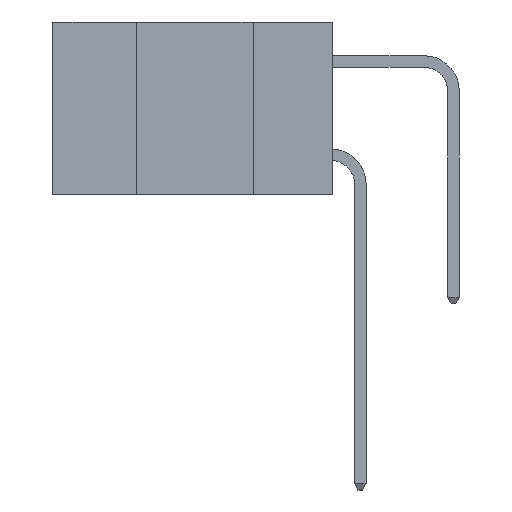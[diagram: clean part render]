
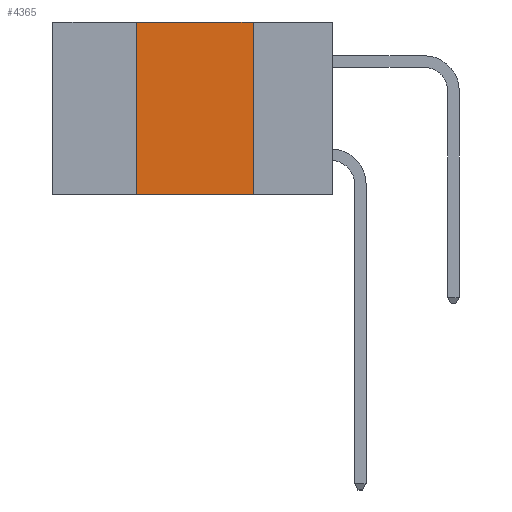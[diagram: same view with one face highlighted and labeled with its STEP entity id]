
A CAD part, left-side view. The second image highlights one B-rep face of the part: STEP entity #4365.
In plain terms, the highlighted planar face has unit normal (-1, 0, 0).
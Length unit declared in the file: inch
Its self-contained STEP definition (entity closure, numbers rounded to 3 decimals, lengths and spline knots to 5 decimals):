
#194 = LINE ( 'NONE', #5597, #12659 ) ;
#1369 = CARTESIAN_POINT ( 'NONE',  ( 0., 0.17, 0. ) ) ;
#1397 = VECTOR ( 'NONE', #11427, 39.37008 ) ;
#1429 = DIRECTION ( 'NONE',  ( 0., 0., -1. ) ) ;
#1498 = DIRECTION ( 'NONE',  ( 1., 0., 0. ) ) ;
#1509 = CARTESIAN_POINT ( 'NONE',  ( 0., 0.6, 0. ) ) ;
#1669 = VECTOR ( 'NONE', #2553, 39.37008 ) ;
#1857 = PLANE ( 'NONE',  #10616 ) ;
#2553 = DIRECTION ( 'NONE',  ( 0., -1., 0. ) ) ;
#2879 = CARTESIAN_POINT ( 'NONE',  ( 0., 0.6, -0.37 ) ) ;
#2981 = DIRECTION ( 'NONE',  ( 0., 0., 1. ) ) ;
#3880 = ORIENTED_EDGE ( 'NONE', *, *, #4294, .T. ) ;
#4294 = EDGE_CURVE ( 'NONE', #14159, #13375, #7943, .T. ) ;
#4365 = ADVANCED_FACE ( 'NONE', ( #7210 ), #1857, .F. ) ;
#5046 = VECTOR ( 'NONE', #2981, 39.37008 ) ;
#5529 = DIRECTION ( 'NONE',  ( 0., 0., -1. ) ) ;
#5597 = CARTESIAN_POINT ( 'NONE',  ( 0., 0.17, -0.37 ) ) ;
#5737 = EDGE_CURVE ( 'NONE', #6966, #13375, #194, .T. ) ;
#6966 = VERTEX_POINT ( 'NONE', #1369 ) ;
#7210 = FACE_OUTER_BOUND ( 'NONE', #13946, .T. ) ;
#7260 = EDGE_CURVE ( 'NONE', #10400, #6966, #10409, .T. ) ;
#7453 = ORIENTED_EDGE ( 'NONE', *, *, #10847, .F. ) ;
#7817 = ORIENTED_EDGE ( 'NONE', *, *, #7260, .F. ) ;
#7943 = LINE ( 'NONE', #2879, #1669 ) ;
#8550 = ORIENTED_EDGE ( 'NONE', *, *, #5737, .F. ) ;
#9219 = CARTESIAN_POINT ( 'NONE',  ( 0., 0.42, -0.37 ) ) ;
#10153 = CARTESIAN_POINT ( 'NONE',  ( 0., 0.42, 0. ) ) ;
#10400 = VERTEX_POINT ( 'NONE', #10153 ) ;
#10409 = LINE ( 'NONE', #11442, #1397 ) ;
#10616 = AXIS2_PLACEMENT_3D ( 'NONE', #1509, #1498, #1429 ) ;
#10847 = EDGE_CURVE ( 'NONE', #14159, #10400, #10958, .T. ) ;
#10958 = LINE ( 'NONE', #13581, #5046 ) ;
#11427 = DIRECTION ( 'NONE',  ( 0., -1., 0. ) ) ;
#11442 = CARTESIAN_POINT ( 'NONE',  ( 0., 0.6, 0. ) ) ;
#12150 = CARTESIAN_POINT ( 'NONE',  ( 0., 0.17, -0.37 ) ) ;
#12659 = VECTOR ( 'NONE', #5529, 39.37008 ) ;
#13375 = VERTEX_POINT ( 'NONE', #12150 ) ;
#13581 = CARTESIAN_POINT ( 'NONE',  ( 0., 0.42, -0.37 ) ) ;
#13946 = EDGE_LOOP ( 'NONE', ( #8550, #7817, #7453, #3880 ) ) ;
#14159 = VERTEX_POINT ( 'NONE', #9219 ) ;
